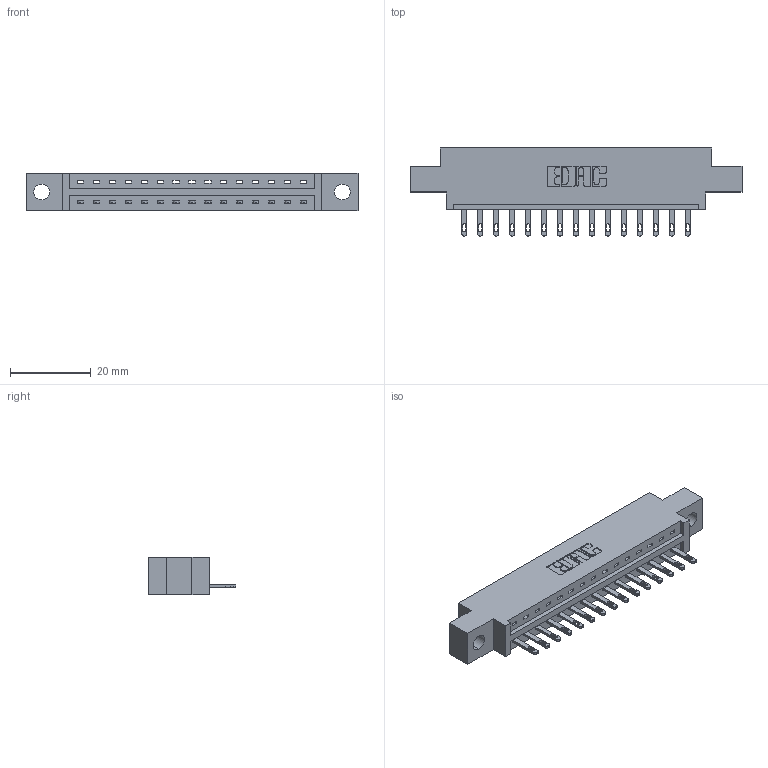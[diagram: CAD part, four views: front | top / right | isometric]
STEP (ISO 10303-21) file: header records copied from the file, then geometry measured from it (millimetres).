
FILE_DESCRIPTION (( 'STEP AP203' ), '1' );
FILE_NAME ('337-015-500-604.STEP', '2018-08-04T16:27:18', ( '' ), ( '' ), 'SwSTEP 2.0', 'SolidWorks 2016', '' );
FILE_SCHEMA (( 'CONFIG_CONTROL_DESIGN' ));
Length unit declared in the file: inch
Products named in the file (3): 337-015-500-604; 337 Part_0.170 Offset - 0.156 Dia-TH; 345-292-001_345-293-100
Assembly tree (16 placements, depth 2):
  337-015-500-604
    337 Part_0.170 Offset - 0.156 Dia-TH
    345-292-001_345-293-100  x15
Bounding box: 82.45 x 21.85 x 9.4 mm (x, y, z)
Volume: 8035.2 mm3; surface area: 8080 mm2
Topology: 16 solids, 16 shells, 988 faces, 3023 edges, 2014 vertices
Faces by surface type: plane 674, cylinder 314
Entity records: 14707 total; most frequent: CARTESIAN_POINT 2567, ORIENTED_EDGE 2518, DIRECTION 2217, EDGE_CURVE 1259, VECTOR 1127, LINE 1127, VERTEX_POINT 838, AXIS2_PLACEMENT_3D 545
